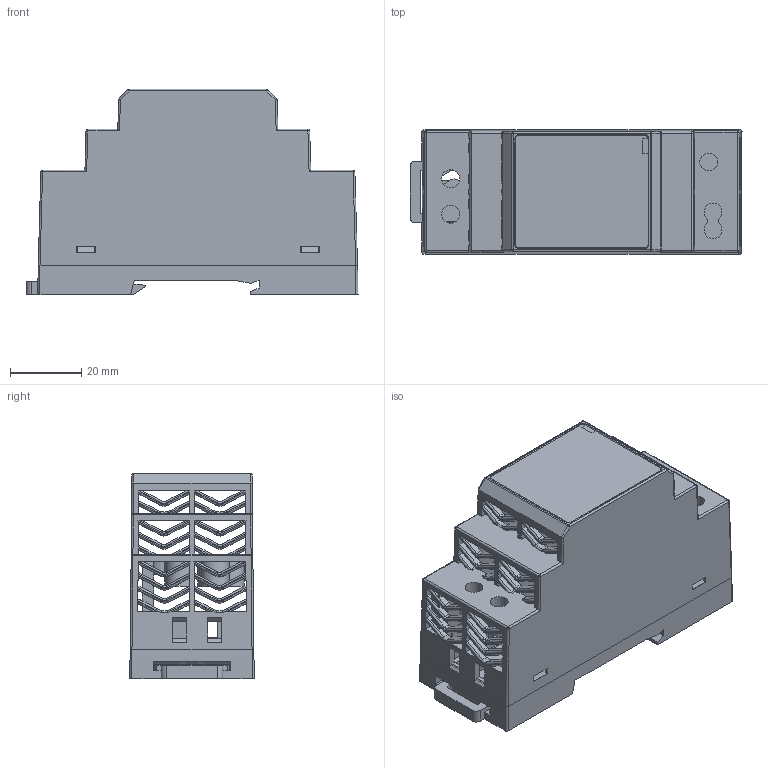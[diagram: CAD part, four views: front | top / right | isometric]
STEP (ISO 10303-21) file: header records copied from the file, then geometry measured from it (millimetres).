
FILE_DESCRIPTION(/* description */ (''),/* implementation_level */ '2;1');
FILE_NAME(/* name */ 'MLR030.stp',/* time_stamp */ '2023-07-21T14:36:07+08:00',/* author */ (''),/* organization */ (''),/* preprocessor_version */ 'ST-DEVELOPER v19.3',/* originating_system */ 'SIEMENS PLM Software NX2212.3001',/* authorisation */ '');
FILE_SCHEMA (('FEATURE_BASED_PROCESS_PLANNING'));
Length unit declared in the file: millimetre
Products named in the file (5): MLR060_卡扣; MLR030-P03尾部装配卡扣; MLR030-P02; MLR030-P01; MLR030
Assembly tree (4 placements, depth 2):
  MLR030
    MLR030-P01
    MLR030-P02
    MLR030-P03尾部装配卡扣
    MLR060_卡扣
Bounding box: 93.33 x 35.04 x 57.8 mm (x, y, z)
Volume: 33491.4 mm3; surface area: 40724.7 mm2
Topology: 4 solids, 4 shells, 943 faces, 2852 edges, 1828 vertices
Faces by surface type: plane 544, cylinder 303, bspline 72, sphere 14, torus 10
Full cylindrical faces by diameter (mm): 2 x2, 5 x3, 8 x3
Entity records: 33212 total; most frequent: CARTESIAN_POINT 6776, ORIENTED_EDGE 5650, DIRECTION 5251, EDGE_CURVE 2825, LINE 2103, VECTOR 2103, VERTEX_POINT 1823, AXIS2_PLACEMENT_3D 1574
